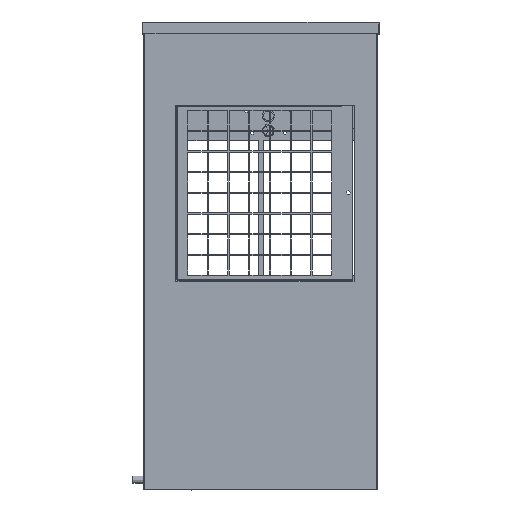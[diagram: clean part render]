
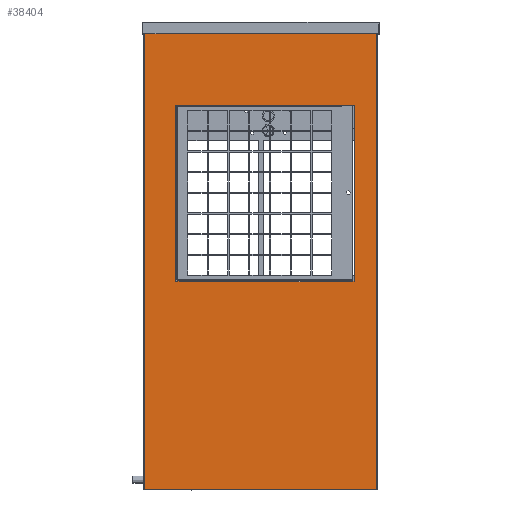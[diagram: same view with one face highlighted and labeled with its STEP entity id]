
A CAD part, top view. The second image highlights one B-rep face of the part: STEP entity #38404.
In plain terms, the highlighted free-form (B-spline) face has degree [1, 1] with [2, 2] control points.
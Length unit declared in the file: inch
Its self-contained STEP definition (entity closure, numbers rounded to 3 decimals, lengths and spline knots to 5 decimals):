
#34108=CARTESIAN_POINT('V1517',(-11.58864,
   8.85651,9.94566));
#34109=VERTEX_POINT('V1517',#34108);
#34117=CARTESIAN_POINT('V1542',(-11.58864,
   8.81751,9.94566));
#34118=VERTEX_POINT('V1542',#34117);
#34132=CARTESIAN_POINT('E2370',(-11.58864,
   8.81751,9.94566));
#34133=CARTESIAN_POINT('E2370',(-11.58864,
   8.85651,9.94566));
#34134=QUASI_UNIFORM_CURVE('E2370',1,(#34132,#34133),.POLYLINE_FORM.,
   .F.,.U.);
#34135=EDGE_CURVE('E2370',#34118,#34109,#34134,.T.);
#34147=CARTESIAN_POINT('V1518',(-11.33864,
   8.85651,9.94566));
#34148=VERTEX_POINT('V1518',#34147);
#34167=CARTESIAN_POINT('E2335',(-11.33864,
   8.85651,9.94566));
#34168=CARTESIAN_POINT('E2335',(-11.58864,
   8.85651,9.94566));
#34169=QUASI_UNIFORM_CURVE('E2335',1,(#34167,#34168),.POLYLINE_FORM.,
   .F.,.U.);
#34170=EDGE_CURVE('E2335',#34148,#34109,#34169,.T.);
#34182=CARTESIAN_POINT('V1522',(-11.33864,
   17.88651,9.94566));
#34183=VERTEX_POINT('V1522',#34182);
#34195=CARTESIAN_POINT('E2340',(-11.33864,
   17.88651,9.94566));
#34196=CARTESIAN_POINT('E2340',(-11.33864,
   8.85651,9.94566));
#34197=QUASI_UNIFORM_CURVE('E2340',1,(#34195,#34196),.POLYLINE_FORM.,
   .F.,.U.);
#34198=EDGE_CURVE('E2340',#34183,#34148,#34197,.T.);
#34210=CARTESIAN_POINT('V1524',(-20.49864,
   17.88651,9.94566));
#34211=VERTEX_POINT('V1524',#34210);
#34223=CARTESIAN_POINT('E2343',(-20.49864,
   17.88651,9.94566));
#34224=CARTESIAN_POINT('E2343',(-11.33864,
   17.88651,9.94566));
#34225=QUASI_UNIFORM_CURVE('E2343',1,(#34223,#34224),.POLYLINE_FORM.,
   .F.,.U.);
#34226=EDGE_CURVE('E2343',#34211,#34183,#34225,.T.);
#34238=CARTESIAN_POINT('V1526',(-20.49864,
   8.85651,9.94566));
#34239=VERTEX_POINT('V1526',#34238);
#34251=CARTESIAN_POINT('E2346',(-20.49864,
   8.85651,9.94566));
#34252=CARTESIAN_POINT('E2346',(-20.49864,
   17.88651,9.94566));
#34253=QUASI_UNIFORM_CURVE('E2346',1,(#34251,#34252),.POLYLINE_FORM.,
   .F.,.U.);
#34254=EDGE_CURVE('E2346',#34239,#34211,#34253,.T.);
#34264=CARTESIAN_POINT('V1536',(-20.24864,
   8.81751,9.94566));
#34265=VERTEX_POINT('V1536',#34264);
#34281=CARTESIAN_POINT('V1528',(-20.24864,
   8.85651,9.94566));
#34282=VERTEX_POINT('V1528',#34281);
#34288=CARTESIAN_POINT('E2360',(-20.24864,
   8.85651,9.94566));
#34289=CARTESIAN_POINT('E2360',(-20.24864,
   8.81751,9.94566));
#34290=QUASI_UNIFORM_CURVE('E2360',1,(#34288,#34289),.POLYLINE_FORM.,
   .F.,.U.);
#34291=EDGE_CURVE('E2360',#34282,#34265,#34290,.T.);
#34315=CARTESIAN_POINT('E2349',(-20.24864,
   8.85651,9.94566));
#34316=CARTESIAN_POINT('E2349',(-20.49864,
   8.85651,9.94566));
#34317=QUASI_UNIFORM_CURVE('E2349',1,(#34315,#34316),.POLYLINE_FORM.,
   .F.,.U.);
#34318=EDGE_CURVE('E2349',#34282,#34239,#34317,.T.);
#34413=CARTESIAN_POINT('E2447',(-11.58864,
   8.81751,9.94566));
#34414=CARTESIAN_POINT('E2447',(-20.24864,
   8.81751,9.94566));
#34415=QUASI_UNIFORM_CURVE('E2447',1,(#34413,#34414),.POLYLINE_FORM.,
   .F.,.U.);
#34416=EDGE_CURVE('E2447',#34118,#34265,#34415,.T.);
#34516=CARTESIAN_POINT('V1499',(-10.16664,
   22.02451,9.94566));
#34517=VERTEX_POINT('V1499',#34516);
#34531=CARTESIAN_POINT('V1426',(-10.16664,
   -1.82549,9.94566));
#34532=VERTEX_POINT('V1426',#34531);
#34533=CARTESIAN_POINT('E2458',(-10.16664,
   -1.82549,9.94566));
#34534=CARTESIAN_POINT('E2458',(-10.16664,
   22.02451,9.94566));
#34535=QUASI_UNIFORM_CURVE('E2458',1,(#34533,#34534),.POLYLINE_FORM.,
   .F.,.U.);
#34536=EDGE_CURVE('E2458',#34532,#34517,#34535,.T.);
#36118=CARTESIAN_POINT('V1425',(-22.07064,
   -1.82549,9.94566));
#36119=VERTEX_POINT('V1425',#36118);
#36133=CARTESIAN_POINT('V1473',(-22.07064,
   22.02451,9.94566));
#36134=VERTEX_POINT('V1473',#36133);
#36135=CARTESIAN_POINT('E2451',(-22.07064,
   22.02451,9.94566));
#36136=CARTESIAN_POINT('E2451',(-22.07064,
   -1.82549,9.94566));
#36137=QUASI_UNIFORM_CURVE('E2451',1,(#36135,#36136),.POLYLINE_FORM.,
   .F.,.U.);
#36138=EDGE_CURVE('E2451',#36134,#36119,#36137,.T.);
#38043=CARTESIAN_POINT('E2215',(-22.07064,
   -1.82549,9.94566));
#38044=CARTESIAN_POINT('E2215',(-10.16664,
   -1.82549,9.94566));
#38045=QUASI_UNIFORM_CURVE('E2215',1,(#38043,#38044),.POLYLINE_FORM.,
   .F.,.U.);
#38046=EDGE_CURVE('E2215',#36119,#34532,#38045,.T.);
#38219=CARTESIAN_POINT('V1492',(-10.18264,
   22.02451,9.94566));
#38220=VERTEX_POINT('V1492',#38219);
#38226=CARTESIAN_POINT('E2310',(-10.16664,
   22.02451,9.94566));
#38227=CARTESIAN_POINT('E2310',(-10.18264,
   22.02451,9.94566));
#38228=QUASI_UNIFORM_CURVE('E2310',1,(#38226,#38227),.POLYLINE_FORM.,
   .F.,.U.);
#38229=EDGE_CURVE('E2310',#34517,#38220,#38228,.T.);
#38342=CARTESIAN_POINT('V1474',(-22.05464,
   22.02451,9.94566));
#38343=VERTEX_POINT('V1474',#38342);
#38355=CARTESIAN_POINT('E2278',(-22.05464,
   22.02451,9.94566));
#38356=CARTESIAN_POINT('E2278',(-22.07064,
   22.02451,9.94566));
#38357=QUASI_UNIFORM_CURVE('E2278',1,(#38355,#38356),.POLYLINE_FORM.,
   .F.,.U.);
#38358=EDGE_CURVE('E2278',#38343,#36134,#38357,.T.);
#38363=CARTESIAN_POINT('F917',(-22.07182,
   -1.82667,9.94566));
#38364=CARTESIAN_POINT('F917',(-22.07182,
   22.02769,9.94566));
#38365=CARTESIAN_POINT('F917',(-10.16546,
   -1.82667,9.94566));
#38366=CARTESIAN_POINT('F917',(-10.16546,
   22.02769,9.94566));
#38367=B_SPLINE_SURFACE_WITH_KNOTS('F917',1,1,((#38363,#38365),(
   #38364,#38366)),.PLANE_SURF.,.F.,.F.,.U.,(2,2),(2,2),(0.0,
   2.0035),(0.0,1.0),.UNSPECIFIED.);
#38368=ORIENTED_EDGE('F848',*,*,#38358,.T.);
#38369=ORIENTED_EDGE('E2451',*,*,#36138,.T.);
#38370=ORIENTED_EDGE('E2215',*,*,#38046,.T.);
#38371=ORIENTED_EDGE('E2458',*,*,#34536,.T.);
#38372=ORIENTED_EDGE('E2310',*,*,#38229,.T.);
#38373=CARTESIAN_POINT('V1491',(-10.18264,
   22.02651,9.94566));
#38374=VERTEX_POINT('V1491',#38373);
#38375=CARTESIAN_POINT('E2301',(-10.18264,
   22.02451,9.94566));
#38376=CARTESIAN_POINT('E2301',(-10.18264,
   22.02651,9.94566));
#38377=QUASI_UNIFORM_CURVE('E2301',1,(#38375,#38376),.POLYLINE_FORM.,
   .F.,.U.);
#38378=EDGE_CURVE('E2301',#38220,#38374,#38377,.T.);
#38379=ORIENTED_EDGE('E2301',*,*,#38378,.T.);
#38380=CARTESIAN_POINT('V1481',(-22.05464,
   22.02651,9.94566));
#38381=VERTEX_POINT('V1481',#38380);
#38382=CARTESIAN_POINT('E2449',(-10.18264,
   22.02651,9.94566));
#38383=CARTESIAN_POINT('E2449',(-22.05464,
   22.02651,9.94566));
#38384=QUASI_UNIFORM_CURVE('E2449',1,(#38382,#38383),.POLYLINE_FORM.,
   .F.,.U.);
#38385=EDGE_CURVE('E2449',#38374,#38381,#38384,.T.);
#38386=ORIENTED_EDGE('E2449',*,*,#38385,.T.);
#38387=CARTESIAN_POINT('E2287',(-22.05464,
   22.02651,9.94566));
#38388=CARTESIAN_POINT('E2287',(-22.05464,
   22.02451,9.94566));
#38389=QUASI_UNIFORM_CURVE('E2287',1,(#38387,#38388),.POLYLINE_FORM.,
   .F.,.U.);
#38390=EDGE_CURVE('E2287',#38381,#38343,#38389,.T.);
#38391=ORIENTED_EDGE('E2287',*,*,#38390,.T.);
#38392=EDGE_LOOP('F917',(#38368,#38369,#38370,#38371,#38372,#38379,
   #38386,#38391));
#38393=FACE_OUTER_BOUND('F917',#38392,.T.);
#38394=ORIENTED_EDGE('F866',*,*,#34291,.F.);
#38395=ORIENTED_EDGE('F864',*,*,#34318,.T.);
#38396=ORIENTED_EDGE('F863',*,*,#34254,.T.);
#38397=ORIENTED_EDGE('F862',*,*,#34226,.T.);
#38398=ORIENTED_EDGE('F861',*,*,#34198,.T.);
#38399=ORIENTED_EDGE('F860',*,*,#34170,.T.);
#38400=ORIENTED_EDGE('F869',*,*,#34135,.F.);
#38401=ORIENTED_EDGE('E2447',*,*,#34416,.T.);
#38402=EDGE_LOOP('F917',(#38394,#38395,#38396,#38397,#38398,#38399,
   #38400,#38401));
#38403=FACE_BOUND('F917',#38402,.T.);
#38404=ADVANCED_FACE('F917',(#38393,#38403),#38367,.F.);
